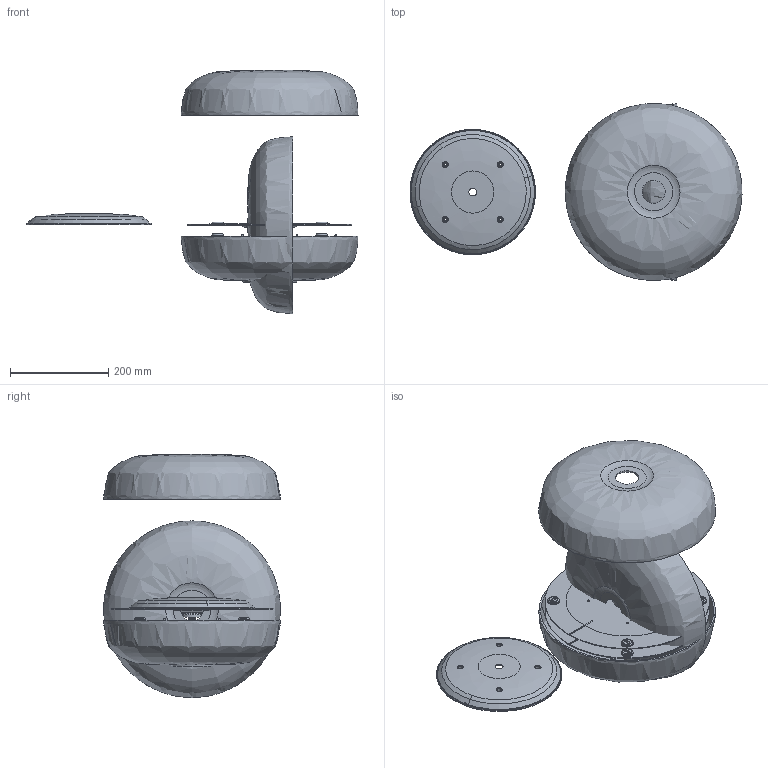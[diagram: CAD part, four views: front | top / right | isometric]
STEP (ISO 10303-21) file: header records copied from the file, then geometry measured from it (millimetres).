
FILE_DESCRIPTION( ( 'STEP AP214' ), '1' );
FILE_NAME( 'TROPICO PARETE PLAFONE MEDIA ALLEGGERITA.stp', '2019-10-21T08:15:46', ( ' ' ), ( ' ' ), 'XStep 1.0', ' ', ' ' );
FILE_SCHEMA( ( 'CONFIG_CONTROL_DESIGN) ( )' ) );
Length unit declared in the file: metre
Products named in the file (23): Assem1; Assem2; Assem3; 1; 3; 4; 5; 6; 8; 9; 10; 11; 12; 13; 14; 15; 16; 25; 28; 29; 30; 31; 31_32
Bounding box: 676.47 x 360 x 495.57 mm (x, y, z)
Volume: 1472928 mm3; surface area: 1653504.4 mm2
Topology: 72 solids, 78 shells, 2799 faces, 6843 edges, 4272 vertices
Faces by surface type: plane 1470, cylinder 942, bspline 183, cone 123, torus 72, sphere 6, revolution 3
Full cylindrical faces by diameter (mm): 2.3 x3, 2.459 x18, 2.5 x9, 3 x27, 3.2 x9, 3.242 x3, 4 x3, 4.2 x3, 4.21 x12, 4.3 x6, 4.5 x24, 4.8 x3, 5.2 x3, 5.5 x21, 6 x15, 6.7 x3, 7.7 x3, 8 x3, 8.376 x3, 8.917 x9, 10 x3, 12 x3, 14 x3, 16 x3, 20 x12, 23 x12, 43.8 x3, 47 x3, 55 x3, 59 x3
Entity records: 28929 total; most frequent: CARTESIAN_POINT 8906, DIRECTION 4201, ORIENTED_EDGE 3815, EDGE_CURVE 1916, AXIS2_PLACEMENT_3D 1743, VERTEX_POINT 1258, EDGE_LOOP 1085, FACE_OUTER_BOUND 952
